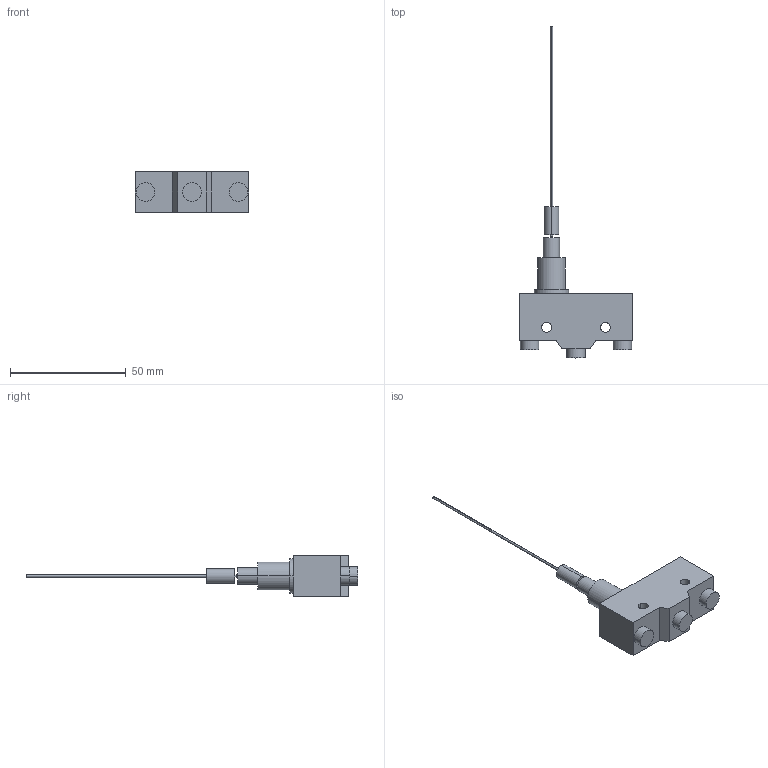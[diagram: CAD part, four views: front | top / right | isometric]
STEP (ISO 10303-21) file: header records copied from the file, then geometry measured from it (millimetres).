
FILE_DESCRIPTION (( 'STEP AP203' ), '1' );
FILE_NAME ('Z_15HNJS55_B.step', '2006-09-19T01:03:26', ( 'OSMC1.0 ' ), ( ' ' ), 'SwSTEP 2.0', 'SolidWorks 2002025', '' );
FILE_SCHEMA (( 'CONFIG_CONTROL_DESIGN' ));
Length unit declared in the file: millimetre
Products named in the file (3): Z_15HNJS55_B; Z_15HNJS55_B_ACTUATOR; Z_15HNJS55_B_BASE
Assembly tree (2 placements, depth 2):
  Z_15HNJS55_B
    Z_15HNJS55_B_ACTUATOR
    Z_15HNJS55_B_BASE
Bounding box: 49.2 x 143.3 x 17.45 mm (x, y, z)
Volume: 21083.4 mm3; surface area: 6652.4 mm2
Topology: 2 solids, 2 shells, 50 faces, 113 edges, 72 vertices
Faces by surface type: cylinder 25, plane 21, cone 4
Entity records: 1700 total; most frequent: DIRECTION 269, CARTESIAN_POINT 236, ORIENTED_EDGE 218, EDGE_CURVE 109, AXIS2_PLACEMENT_3D 105, VERTEX_POINT 72, EDGE_LOOP 63, LINE 59
